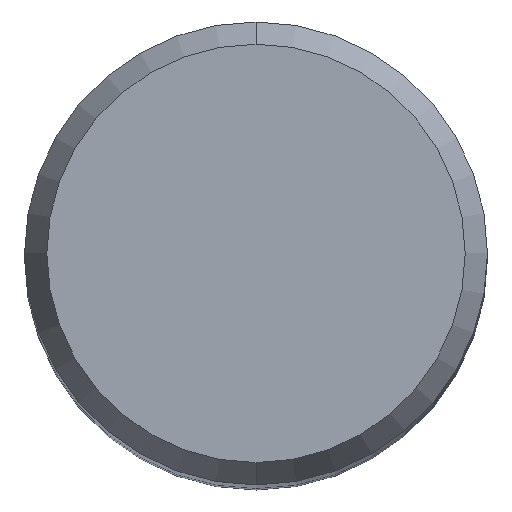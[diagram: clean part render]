
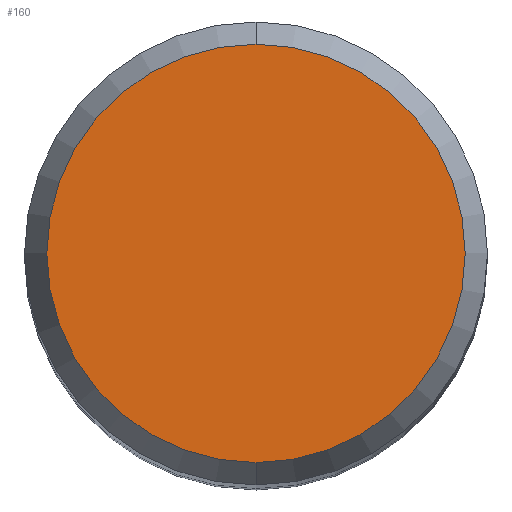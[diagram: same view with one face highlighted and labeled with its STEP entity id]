
A CAD part, top view. The second image highlights one B-rep face of the part: STEP entity #160.
In plain terms, the highlighted planar face has unit normal (0, 0, 1).
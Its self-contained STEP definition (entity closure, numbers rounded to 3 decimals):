
#150=VERTEX_POINT('',#400);
#156=EDGE_CURVE('',#342,#150,#407,.T.);
#160=ADVANCED_FACE('',(#411),#412,.T.);
#332=EDGE_CURVE('',#150,#342,#600,.T.);
#342=VERTEX_POINT('',#610);
#400=CARTESIAN_POINT('',(0.0,5.423,0.0));
#407=CIRCLE('',#674,5.423);
#411=FACE_OUTER_BOUND('',#679,.T.);
#412=PLANE('',#680);
#600=CIRCLE('',#1133,5.423);
#610=CARTESIAN_POINT('',(0.,-5.423,0.0));
#674=AXIS2_PLACEMENT_3D('',#1285,#1286,#1287);
#679=EDGE_LOOP('',(#1292,#1293));
#680=AXIS2_PLACEMENT_3D('',#1294,#1295,#1296);
#1133=AXIS2_PLACEMENT_3D('',#1485,#1486,#1487);
#1285=CARTESIAN_POINT('',(0.0,0.0,0.0));
#1286=DIRECTION('',(0.0,0.0,-1.0));
#1287=DIRECTION('',(0.0,1.0,0.0));
#1292=ORIENTED_EDGE('',*,*,#332,.F.);
#1293=ORIENTED_EDGE('',*,*,#156,.F.);
#1294=CARTESIAN_POINT('',(0.0,2.711,0.0));
#1295=DIRECTION('',(-0.0,0.0,1.0));
#1296=DIRECTION('',(0.0,-1.0,0.0));
#1485=CARTESIAN_POINT('',(0.0,0.0,0.0));
#1486=DIRECTION('',(0.0,0.0,-1.0));
#1487=DIRECTION('',(0.0,1.0,0.0));
